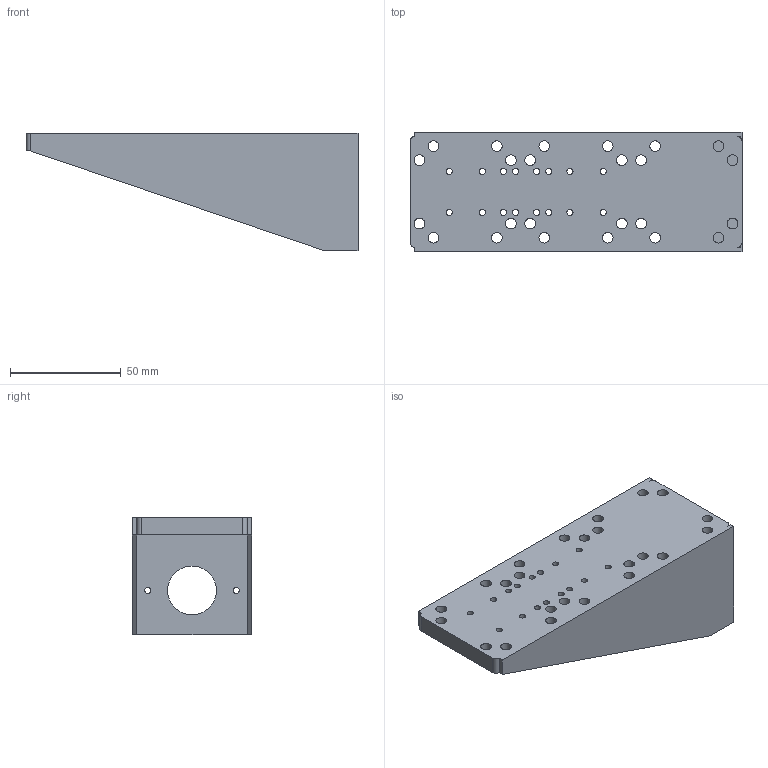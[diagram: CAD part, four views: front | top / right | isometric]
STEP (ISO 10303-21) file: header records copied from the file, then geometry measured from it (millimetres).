
FILE_DESCRIPTION(/* description */ (''),/* implementation_level */ '2;1');
FILE_NAME(/* name */ '30_Cube_Syringepump_90mm_linearmotor_base_V3.ipt.step',/* time_stamp */ '2022-11-29T08:18:20+01:00',/* author */ ('Prakash Lab'),/* organization */ (''),/* preprocessor_version */ 'ST-DEVELOPER v18.1',/* originating_system */ 'Autodesk Inventor 2022',/* authorisation */ '');
FILE_SCHEMA (('AUTOMOTIVE_DESIGN { 1 0 10303 214 3 1 1 }'));
Length unit declared in the file: millimetre
Products named in the file (1): 30_Cube_Syringepump_90mm_linearmotor_base_V3
Bounding box: 149.8 x 53.8 x 53 mm (x, y, z)
Volume: 102500.2 mm3; surface area: 41002.9 mm2
Topology: 1 solids, 1 shells, 69 faces, 183 edges, 120 vertices
Faces by surface type: cylinder 47, plane 22
Full cylindrical faces by diameter (mm): 2.8 x18, 4.8 x24, 22 x1
Entity records: 2380 total; most frequent: DIRECTION 417, CARTESIAN_POINT 373, ORIENTED_EDGE 366, EDGE_CURVE 183, AXIS2_PLACEMENT_3D 164, EDGE_LOOP 151, VERTEX_POINT 120, CIRCLE 94
